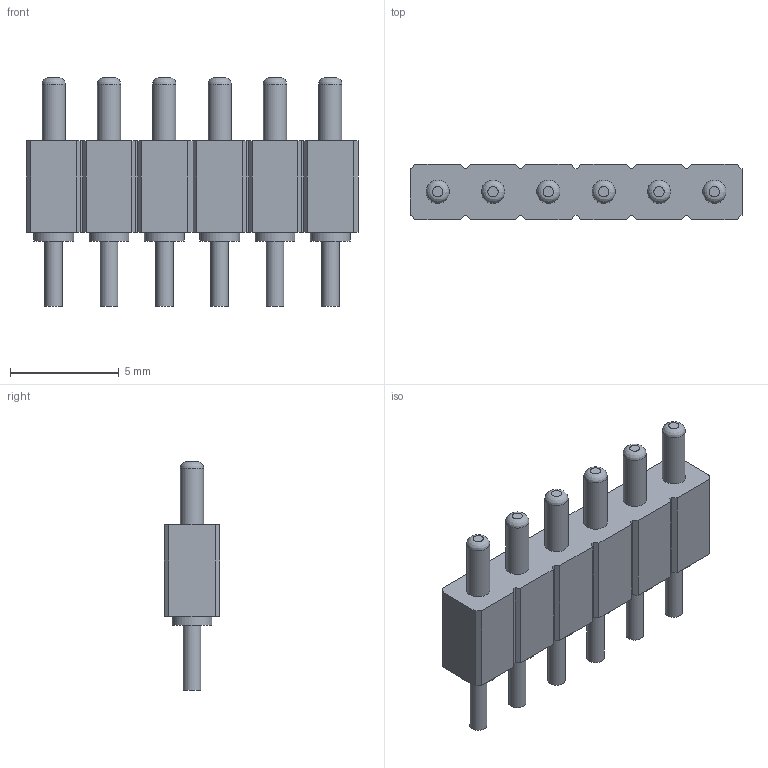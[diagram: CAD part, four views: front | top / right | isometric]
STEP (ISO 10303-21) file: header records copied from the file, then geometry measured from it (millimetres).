
FILE_DESCRIPTION(/* description */ (''),/* implementation_level */ '2;1');
FILE_NAME(/* name */ 'PreciDip_811_6P.step',/* time_stamp */ '2022-02-21T12:13:05+01:00',/* author */ (''),/* organization */ (''),/* preprocessor_version */ 'ST-DEVELOPER v18.1',/* originating_system */ 'Autodesk Translation Framework v10.13.0.1454',/* authorisation */ '');
FILE_SCHEMA (('AUTOMOTIVE_DESIGN { 1 0 10303 214 3 1 1 }'));
Length unit declared in the file: millimetre
Products named in the file (1): PreciDip 811 6P
Bounding box: 15.24 x 2.54 x 10.5 mm (x, y, z)
Volume: 190.4 mm3; surface area: 346.5 mm2
Topology: 1 solids, 1 shells, 96 faces, 228 edges, 152 vertices
Faces by surface type: plane 72, cylinder 18, bspline 6
Full cylindrical faces by diameter (mm): 0.8 x6, 1.07 x6, 1.83 x6
Entity records: 2986 total; most frequent: CARTESIAN_POINT 633, DIRECTION 464, ORIENTED_EDGE 456, EDGE_CURVE 228, LINE 174, VECTOR 174, VERTEX_POINT 152, AXIS2_PLACEMENT_3D 145
